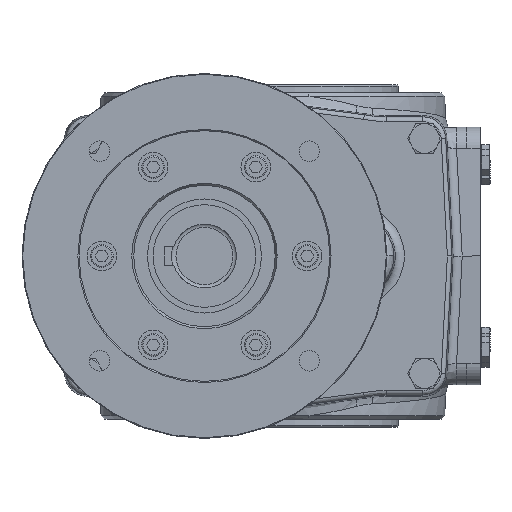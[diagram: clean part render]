
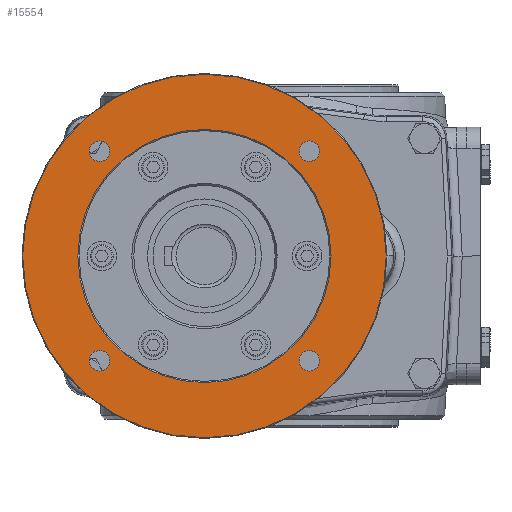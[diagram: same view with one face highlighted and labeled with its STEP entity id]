
A CAD part, left-side view. The second image highlights one B-rep face of the part: STEP entity #15554.
In plain terms, the highlighted face is planar.
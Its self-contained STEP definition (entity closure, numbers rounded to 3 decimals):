
#1954=PLANE('',#16788);
#4481=ORIENTED_EDGE('',*,*,#6064,.F.);
#4482=ORIENTED_EDGE('',*,*,#6066,.F.);
#4483=ORIENTED_EDGE('',*,*,#6068,.F.);
#4484=ORIENTED_EDGE('',*,*,#6070,.F.);
#4485=ORIENTED_EDGE('',*,*,#6048,.T.);
#4486=ORIENTED_EDGE('',*,*,#6009,.F.);
#6009=EDGE_CURVE('',#7040,#7040,#7631,.T.);
#6048=EDGE_CURVE('',#7075,#7075,#7662,.T.);
#6064=EDGE_CURVE('',#7091,#7091,#7678,.T.);
#6066=EDGE_CURVE('',#7093,#7093,#7680,.T.);
#6068=EDGE_CURVE('',#7095,#7095,#7682,.T.);
#6070=EDGE_CURVE('',#7097,#7097,#7684,.T.);
#7040=VERTEX_POINT('',#24824);
#7075=VERTEX_POINT('',#24919);
#7091=VERTEX_POINT('',#24959);
#7093=VERTEX_POINT('',#24964);
#7095=VERTEX_POINT('',#24969);
#7097=VERTEX_POINT('',#24974);
#7631=CIRCLE('',#16692,79.7);
#7662=CIRCLE('',#16744,55.5);
#7678=CIRCLE('',#16768,4.5);
#7680=CIRCLE('',#16771,4.5);
#7682=CIRCLE('',#16774,4.5);
#7684=CIRCLE('',#16777,4.5);
#8584=EDGE_LOOP('',(#4481));
#8585=EDGE_LOOP('',(#4482));
#8586=EDGE_LOOP('',(#4483));
#8587=EDGE_LOOP('',(#4484));
#8588=EDGE_LOOP('',(#4485));
#8589=EDGE_LOOP('',(#4486));
#9622=FACE_BOUND('',#8584,.T.);
#9623=FACE_BOUND('',#8585,.T.);
#9624=FACE_BOUND('',#8586,.T.);
#9625=FACE_BOUND('',#8587,.T.);
#9626=FACE_BOUND('',#8588,.T.);
#9627=FACE_BOUND('',#8589,.T.);
#15554=ADVANCED_FACE('',(#9622,#9623,#9624,#9625,#9626,#9627),#1954,.F.);
#16692=AXIS2_PLACEMENT_3D('',#24823,#19397,#19398);
#16744=AXIS2_PLACEMENT_3D('',#24918,#19509,#19510);
#16768=AXIS2_PLACEMENT_3D('',#24958,#19557,#19558);
#16771=AXIS2_PLACEMENT_3D('',#24963,#19563,#19564);
#16774=AXIS2_PLACEMENT_3D('',#24968,#19569,#19570);
#16777=AXIS2_PLACEMENT_3D('',#24973,#19575,#19576);
#16788=AXIS2_PLACEMENT_3D('',#24986,#19597,#19598);
#19397=DIRECTION('',(0.,1.,0.));
#19398=DIRECTION('',(0.,0.,1.));
#19509=DIRECTION('',(0.,1.,0.));
#19510=DIRECTION('',(0.,0.,1.));
#19557=DIRECTION('',(0.,-1.,0.));
#19558=DIRECTION('',(1.,0.,0.));
#19563=DIRECTION('',(0.,-1.,0.));
#19564=DIRECTION('',(1.,0.,0.));
#19569=DIRECTION('',(0.,-1.,0.));
#19570=DIRECTION('',(1.,0.,0.));
#19575=DIRECTION('',(0.,-1.,0.));
#19576=DIRECTION('',(1.,0.,0.));
#19597=DIRECTION('',(0.,1.,0.));
#19598=DIRECTION('',(0.,0.,1.));
#24823=CARTESIAN_POINT('',(0.,0.,0.));
#24824=CARTESIAN_POINT('',(0.,0.,79.7));
#24918=CARTESIAN_POINT('',(0.,0.,0.));
#24919=CARTESIAN_POINT('',(0.,0.,55.5));
#24958=CARTESIAN_POINT('',(45.962,0.,45.962));
#24959=CARTESIAN_POINT('',(50.462,0.,45.962));
#24963=CARTESIAN_POINT('',(-45.962,0.,45.962));
#24964=CARTESIAN_POINT('',(-41.462,0.,45.962));
#24968=CARTESIAN_POINT('',(-45.962,0.,-45.962));
#24969=CARTESIAN_POINT('',(-41.462,0.,-45.962));
#24973=CARTESIAN_POINT('',(45.962,0.,-45.962));
#24974=CARTESIAN_POINT('',(50.462,0.,-45.962));
#24986=CARTESIAN_POINT('',(0.,0.,0.));
